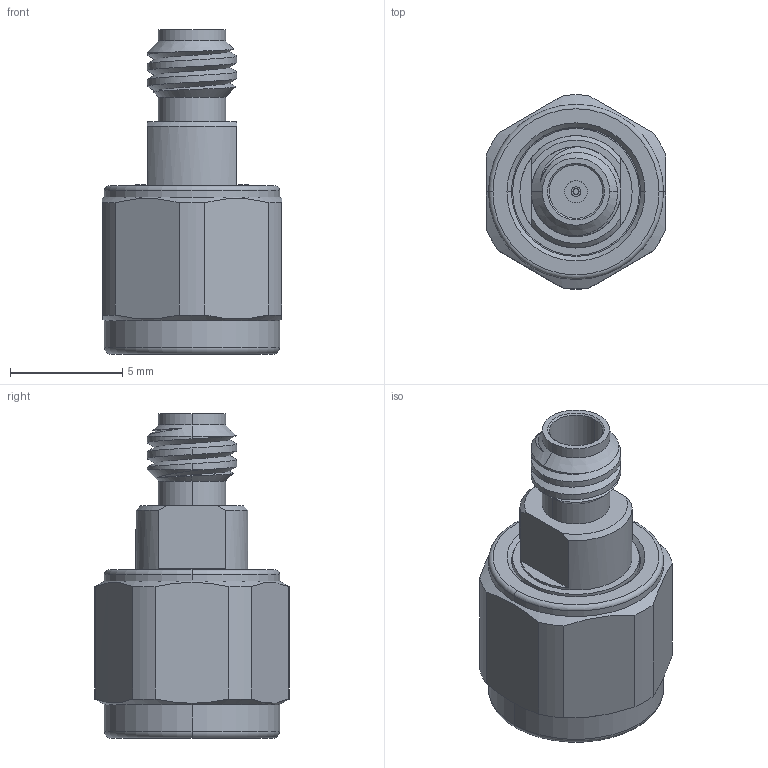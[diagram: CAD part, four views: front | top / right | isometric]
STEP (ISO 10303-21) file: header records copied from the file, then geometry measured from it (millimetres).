
FILE_DESCRIPTION (( 'STEP AP203' ), '1' );
FILE_NAME ('CT-EM1F-LN2.STEP', '2020-09-25T20:07:34', ( '' ), ( '' ), 'SwSTEP 2.0', 'SolidWorks 2020', '' );
FILE_SCHEMA (( 'CONFIG_CONTROL_DESIGN' ));
Length unit declared in the file: inch
Products named in the file (5): CT-EM1F-LN2; 1.35-1.0-JK-S.STEP; 1.0-1.35-KJ-034.STEP; 1.35-1.0-J-930.STEP; 1.35-1.0-247.STEP
Assembly tree (4 placements, depth 3):
  CT-EM1F-LN2
    1.35-1.0-JK-S.STEP
      1.0-1.35-KJ-034.STEP
      1.35-1.0-J-930.STEP
      1.35-1.0-247.STEP
Bounding box: 8 x 8.64 x 14.45 mm (x, y, z)
Volume: 389.2 mm3; surface area: 716.7 mm2
Topology: 3 solids, 3 shells, 124 faces, 277 edges, 174 vertices
Faces by surface type: cylinder 60, plane 33, cone 25, torus 4, bspline 2
Entity records: 4862 total; most frequent: CARTESIAN_POINT 1540, DIRECTION 634, ORIENTED_EDGE 554, EDGE_CURVE 277, AXIS2_PLACEMENT_3D 266, VERTEX_POINT 174, EDGE_LOOP 141, CIRCLE 136
